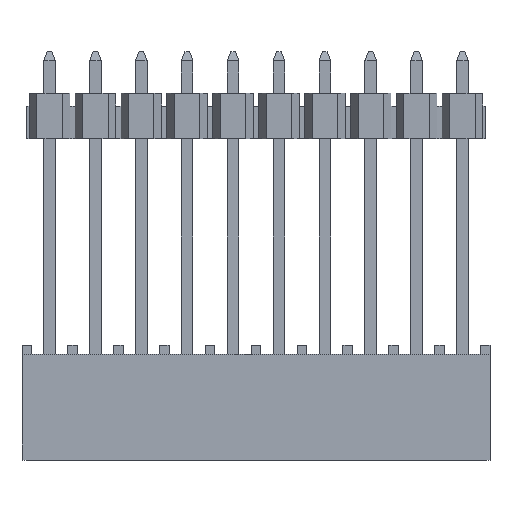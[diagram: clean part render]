
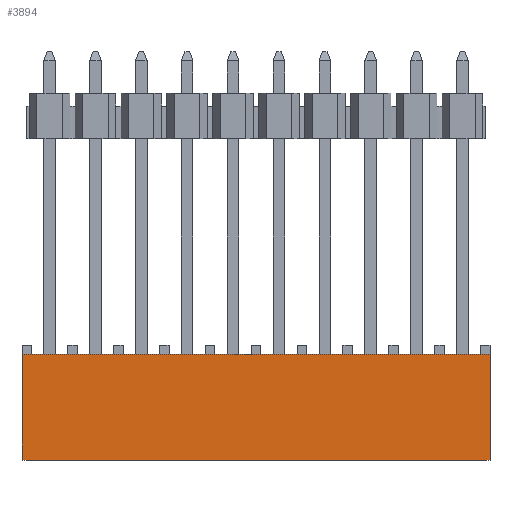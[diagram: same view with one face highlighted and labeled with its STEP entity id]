
A CAD part, top view. The second image highlights one B-rep face of the part: STEP entity #3894.
In plain terms, the highlighted planar face has unit normal (0, 0, 1).
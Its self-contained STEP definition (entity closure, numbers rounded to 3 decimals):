
#53=CARTESIAN_POINT('',(19.305,-0.5,2.54));
#54=VERTEX_POINT('',#53);
#61=CARTESIAN_POINT('',(19.305,-6.35,2.54));
#62=VERTEX_POINT('',#61);
#63=CARTESIAN_POINT('',(19.305,-0.5,2.54));
#64=DIRECTION('',(0.,-1.,0.));
#65=VECTOR('',#64,5.85);
#66=LINE('',#63,#65);
#67=EDGE_CURVE('',#54,#62,#66,.T.);
#2681=CARTESIAN_POINT('',(-6.605,-0.5,2.54));
#2682=VERTEX_POINT('',#2681);
#2689=CARTESIAN_POINT('',(-6.605,-0.5,2.54));
#2690=DIRECTION('',(1.,0.,0.));
#2691=VECTOR('',#2690,25.91);
#2692=LINE('',#2689,#2691);
#2693=EDGE_CURVE('',#2682,#54,#2692,.T.);
#3871=CARTESIAN_POINT('',(6.35,-3.425,2.54));
#3872=DIRECTION('',(-1.,0.,0.));
#3873=DIRECTION('',(0.,0.,1.));
#3874=AXIS2_PLACEMENT_3D('',#3871,#3873,#3872);
#3875=PLANE('',#3874);
#3876=CARTESIAN_POINT('',(-6.605,-6.35,2.54));
#3877=VERTEX_POINT('',#3876);
#3878=CARTESIAN_POINT('',(-6.605,-0.5,2.54));
#3879=DIRECTION('',(0.,-1.,0.));
#3880=VECTOR('',#3879,5.85);
#3881=LINE('',#3878,#3880);
#3882=EDGE_CURVE('',#2682,#3877,#3881,.T.);
#3883=ORIENTED_EDGE('',*,*,#3882,.T.);
#3884=CARTESIAN_POINT('',(-6.605,-6.35,2.54));
#3885=DIRECTION('',(1.,0.,0.));
#3886=VECTOR('',#3885,25.91);
#3887=LINE('',#3884,#3886);
#3888=EDGE_CURVE('',#3877,#62,#3887,.T.);
#3889=ORIENTED_EDGE('',*,*,#3888,.T.);
#3890=ORIENTED_EDGE('',*,*,#67,.F.);
#3891=ORIENTED_EDGE('',*,*,#2693,.F.);
#3892=EDGE_LOOP('',(#3883,#3889,#3890,#3891));
#3893=FACE_OUTER_BOUND('',#3892,.T.);
#3894=ADVANCED_FACE('',(#3893),#3875,.T.);
